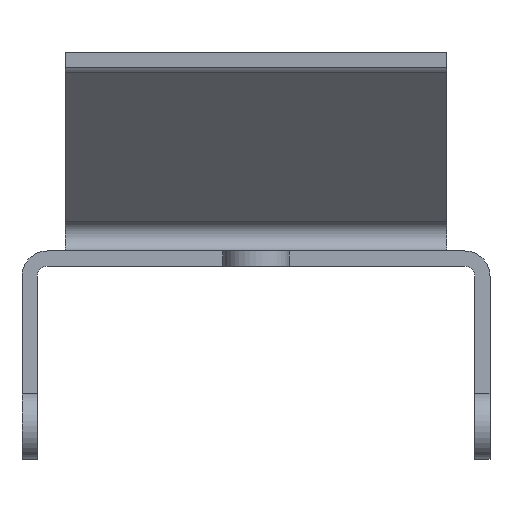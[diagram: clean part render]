
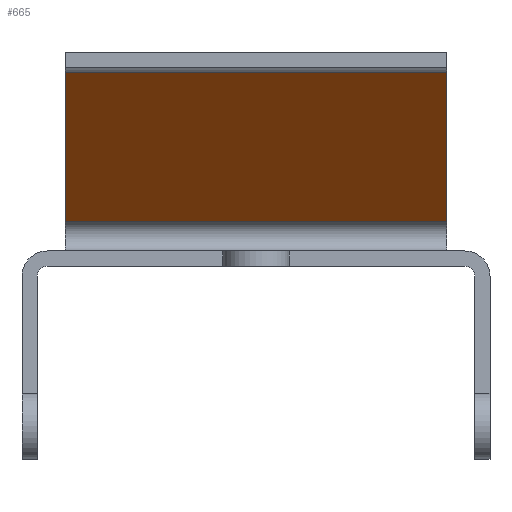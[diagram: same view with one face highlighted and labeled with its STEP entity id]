
A CAD part, front view. The second image highlights one B-rep face of the part: STEP entity #665.
In plain terms, the highlighted planar face has unit normal (0, -0.439, -0.898).
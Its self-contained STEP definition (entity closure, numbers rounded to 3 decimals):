
#20=PLANE('',#728);
#50=FACE_OUTER_BOUND('',#86,.T.);
#86=EDGE_LOOP('',(#511,#512,#513,#514));
#146=LINE('',#1053,#222);
#148=LINE('',#1059,#224);
#149=LINE('',#1061,#225);
#150=LINE('',#1062,#226);
#222=VECTOR('',#843,10.);
#224=VECTOR('',#849,10.);
#225=VECTOR('',#850,10.);
#226=VECTOR('',#851,10.);
#323=VERTEX_POINT('',#1050);
#324=VERTEX_POINT('',#1052);
#326=VERTEX_POINT('',#1058);
#327=VERTEX_POINT('',#1060);
#396=EDGE_CURVE('',#323,#324,#146,.T.);
#399=EDGE_CURVE('',#326,#323,#148,.T.);
#400=EDGE_CURVE('',#326,#327,#149,.T.);
#401=EDGE_CURVE('',#324,#327,#150,.T.);
#511=ORIENTED_EDGE('',*,*,#396,.F.);
#512=ORIENTED_EDGE('',*,*,#399,.F.);
#513=ORIENTED_EDGE('',*,*,#400,.T.);
#514=ORIENTED_EDGE('',*,*,#401,.F.);
#665=ADVANCED_FACE('',(#50),#20,.T.);
#728=AXIS2_PLACEMENT_3D('',#1057,#847,#848);
#843=DIRECTION('',(1.,0.,0.));
#847=DIRECTION('center_axis',(0.,-0.439,-0.898));
#848=DIRECTION('ref_axis',(0.,0.898,-0.439));
#849=DIRECTION('',(0.,-0.898,0.439));
#850=DIRECTION('',(1.,0.,0.));
#851=DIRECTION('',(0.,0.898,-0.439));
#1050=CARTESIAN_POINT('',(-3.75,6.118,5.559));
#1052=CARTESIAN_POINT('',(3.75,6.118,5.559));
#1053=CARTESIAN_POINT('',(0.,6.118,5.559));
#1057=CARTESIAN_POINT('Origin',(0.,5.931,5.65));
#1058=CARTESIAN_POINT('',(-3.75,12.132,2.62));
#1059=CARTESIAN_POINT('',(-3.75,5.931,5.65));
#1060=CARTESIAN_POINT('',(3.75,12.132,2.62));
#1061=CARTESIAN_POINT('',(0.,12.132,2.62));
#1062=CARTESIAN_POINT('',(3.75,5.931,5.65));
